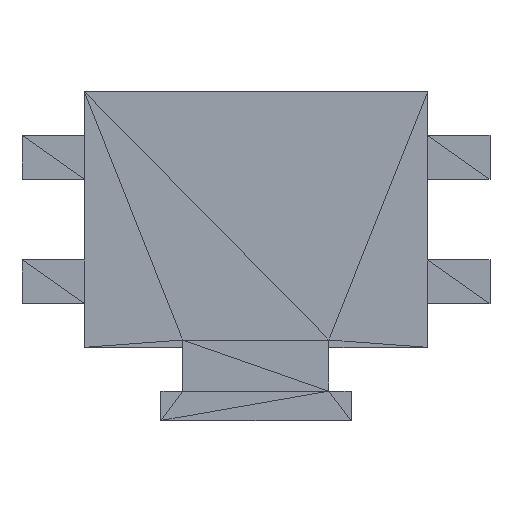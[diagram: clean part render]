
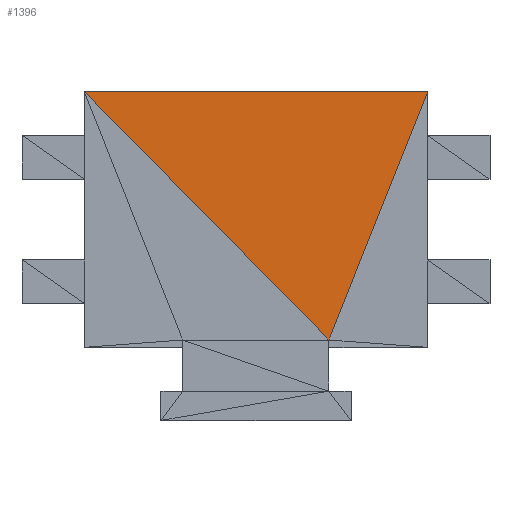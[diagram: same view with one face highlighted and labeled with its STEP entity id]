
A CAD part, top view. The second image highlights one B-rep face of the part: STEP entity #1396.
In plain terms, the highlighted planar face has unit normal (0, 0, 1).
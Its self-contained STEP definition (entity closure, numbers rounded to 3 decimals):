
#411 = VERTEX_POINT('',#412);
#412 = CARTESIAN_POINT('',(0.,0.,1.7));
#426 = PLANE('',#427);
#427 = AXIS2_PLACEMENT_3D('',#428,#429,#430);
#428 = CARTESIAN_POINT('',(1.452,-2.026,1.7
    ));
#429 = DIRECTION('',(0.,0.,1.));
#430 = DIRECTION('',(0.,1.,0.));
#681 = VERTEX_POINT('',#682);
#682 = CARTESIAN_POINT('',(3.346,-3.4,1.7
    ));
#810 = EDGE_CURVE('',#681,#411,#811,.T.);
#811 = SURFACE_CURVE('',#812,(#816,#823),.PCURVE_S1.);
#812 = LINE('',#813,#814);
#813 = CARTESIAN_POINT('',(3.346,-3.4,1.7
    ));
#814 = VECTOR('',#815,1.);
#815 = DIRECTION('',(-0.701,0.713,0.));
#816 = PCURVE('',#426,#817);
#817 = DEFINITIONAL_REPRESENTATION('',(#818),#822);
#818 = LINE('',#819,#820);
#819 = CARTESIAN_POINT('',(-1.374,-1.895));
#820 = VECTOR('',#821,1.);
#821 = DIRECTION('',(0.713,0.701));
#822 = ( GEOMETRIC_REPRESENTATION_CONTEXT(2) 
PARAMETRIC_REPRESENTATION_CONTEXT() REPRESENTATION_CONTEXT('2D SPACE',''
  ) );
#823 = PCURVE('',#824,#829);
#824 = PLANE('',#825);
#825 = AXIS2_PLACEMENT_3D('',#826,#827,#828);
#826 = CARTESIAN_POINT('',(2.57,-1.091,1.7
    ));
#827 = DIRECTION('',(0.,0.,1.));
#828 = DIRECTION('',(1.,0.,0.));
#829 = DEFINITIONAL_REPRESENTATION('',(#830),#833);
#830 = B_SPLINE_CURVE_WITH_KNOTS('',1,(#831,#832),.UNSPECIFIED.,.F.,.F.,
  (2,2),(0.,4.771),.PIECEWISE_BEZIER_KNOTS.);
#831 = CARTESIAN_POINT('',(0.776,-2.309));
#832 = CARTESIAN_POINT('',(-2.57,1.091));
#833 = ( GEOMETRIC_REPRESENTATION_CONTEXT(2) 
PARAMETRIC_REPRESENTATION_CONTEXT() REPRESENTATION_CONTEXT('2D SPACE',''
  ) );
#1283 = PLANE('',#1284);
#1284 = AXIS2_PLACEMENT_3D('',#1285,#1286,#1287);
#1285 = CARTESIAN_POINT('',(4.301,-1.999,
    1.7));
#1286 = DIRECTION('',(0.,0.,1.));
#1287 = DIRECTION('',(1.,0.,0.));
#1396 = ADVANCED_FACE('',(#1397),#824,.T.);
#1397 = FACE_BOUND('',#1398,.T.);
#1398 = EDGE_LOOP('',(#1399,#1400,#1422));
#1399 = ORIENTED_EDGE('',*,*,#810,.F.);
#1400 = ORIENTED_EDGE('',*,*,#1401,.T.);
#1401 = EDGE_CURVE('',#681,#1402,#1404,.T.);
#1402 = VERTEX_POINT('',#1403);
#1403 = CARTESIAN_POINT('',(4.7,0.,1.7));
#1404 = SURFACE_CURVE('',#1405,(#1409,#1416),.PCURVE_S1.);
#1405 = LINE('',#1406,#1407);
#1406 = CARTESIAN_POINT('',(3.346,-3.4,
    1.7));
#1407 = VECTOR('',#1408,1.);
#1408 = DIRECTION('',(0.37,0.929,0.));
#1409 = PCURVE('',#824,#1410);
#1410 = DEFINITIONAL_REPRESENTATION('',(#1411),#1415);
#1411 = LINE('',#1412,#1413);
#1412 = CARTESIAN_POINT('',(0.776,-2.309));
#1413 = VECTOR('',#1414,1.);
#1414 = DIRECTION('',(0.37,0.929));
#1415 = ( GEOMETRIC_REPRESENTATION_CONTEXT(2) 
PARAMETRIC_REPRESENTATION_CONTEXT() REPRESENTATION_CONTEXT('2D SPACE',''
  ) );
#1416 = PCURVE('',#1283,#1417);
#1417 = DEFINITIONAL_REPRESENTATION('',(#1418),#1421);
#1418 = B_SPLINE_CURVE_WITH_KNOTS('',1,(#1419,#1420),.UNSPECIFIED.,.F.,
  .F.,(2,2),(0.,3.66),.PIECEWISE_BEZIER_KNOTS.);
#1419 = CARTESIAN_POINT('',(-0.955,-1.401));
#1420 = CARTESIAN_POINT('',(0.399,1.999));
#1421 = ( GEOMETRIC_REPRESENTATION_CONTEXT(2) 
PARAMETRIC_REPRESENTATION_CONTEXT() REPRESENTATION_CONTEXT('2D SPACE',''
  ) );
#1422 = ORIENTED_EDGE('',*,*,#1423,.F.);
#1423 = EDGE_CURVE('',#411,#1402,#1424,.T.);
#1424 = SURFACE_CURVE('',#1425,(#1429,#1435),.PCURVE_S1.);
#1425 = LINE('',#1426,#1427);
#1426 = CARTESIAN_POINT('',(0.,0.,1.7));
#1427 = VECTOR('',#1428,1.);
#1428 = DIRECTION('',(1.,0.,0.));
#1429 = PCURVE('',#824,#1430);
#1430 = DEFINITIONAL_REPRESENTATION('',(#1431),#1434);
#1431 = B_SPLINE_CURVE_WITH_KNOTS('',1,(#1432,#1433),.UNSPECIFIED.,.F.,
  .F.,(2,2),(0.,4.7),.PIECEWISE_BEZIER_KNOTS.);
#1432 = CARTESIAN_POINT('',(-2.57,1.091));
#1433 = CARTESIAN_POINT('',(2.13,1.091));
#1434 = ( GEOMETRIC_REPRESENTATION_CONTEXT(2) 
PARAMETRIC_REPRESENTATION_CONTEXT() REPRESENTATION_CONTEXT('2D SPACE',''
  ) );
#1435 = PCURVE('',#1436,#1441);
#1436 = PLANE('',#1437);
#1437 = AXIS2_PLACEMENT_3D('',#1438,#1439,#1440);
#1438 = CARTESIAN_POINT('',(1.999,0.,1.201));
#1439 = DIRECTION('',(0.,1.,0.));
#1440 = DIRECTION('',(0.,0.,1.));
#1441 = DEFINITIONAL_REPRESENTATION('',(#1442),#1446);
#1442 = LINE('',#1443,#1444);
#1443 = CARTESIAN_POINT('',(0.499,-1.999));
#1444 = VECTOR('',#1445,1.);
#1445 = DIRECTION('',(0.,1.));
#1446 = ( GEOMETRIC_REPRESENTATION_CONTEXT(2) 
PARAMETRIC_REPRESENTATION_CONTEXT() REPRESENTATION_CONTEXT('2D SPACE',''
  ) );
